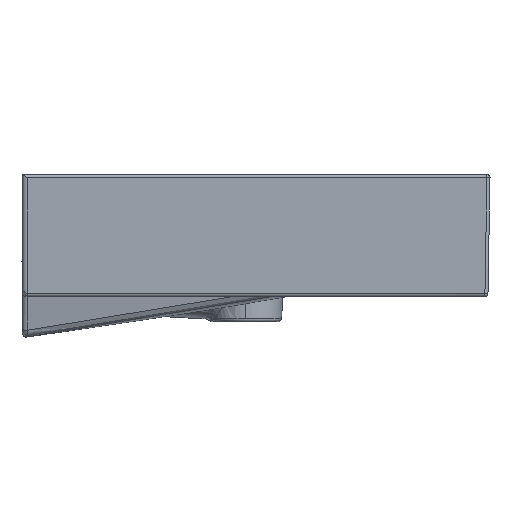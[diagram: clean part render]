
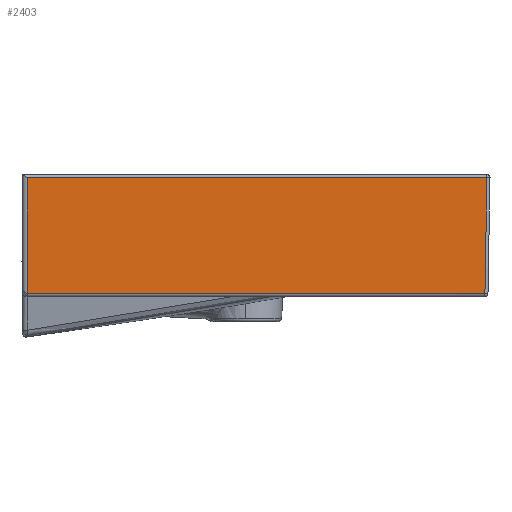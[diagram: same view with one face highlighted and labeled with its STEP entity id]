
A CAD part, left-side view. The second image highlights one B-rep face of the part: STEP entity #2403.
In plain terms, the highlighted planar face has unit normal (1, 0, 0.018).
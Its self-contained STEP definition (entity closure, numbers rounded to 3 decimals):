
#658=B_SPLINE_CURVE_WITH_KNOTS('',1,(#31930,#31931),.UNSPECIFIED.,.F.,.F.,
(2,2),(0.,114.017),.UNSPECIFIED.);
#659=B_SPLINE_CURVE_WITH_KNOTS('',1,(#31932,#31933),.UNSPECIFIED.,.F.,.F.,
(2,2),(0.,451.947),.UNSPECIFIED.);
#660=B_SPLINE_CURVE_WITH_KNOTS('',1,(#31934,#31935),.UNSPECIFIED.,.F.,.F.,
(2,2),(0.,114.035),.UNSPECIFIED.);
#661=B_SPLINE_CURVE_WITH_KNOTS('',1,(#31936,#31937),.UNSPECIFIED.,.F.,.F.,
(2,2),(0.,449.957),.UNSPECIFIED.);
#2403=ADVANCED_FACE('',(#2747),#8672,.T.);
#2747=FACE_OUTER_BOUND('',#3096,.T.);
#3096=EDGE_LOOP('',(#3820,#3821,#3822,#3823));
#3820=ORIENTED_EDGE('',*,*,#5384,.T.);
#3821=ORIENTED_EDGE('',*,*,#5385,.T.);
#3822=ORIENTED_EDGE('',*,*,#5386,.T.);
#3823=ORIENTED_EDGE('',*,*,#5387,.T.);
#5384=EDGE_CURVE('',#7551,#7552,#658,.T.);
#5385=EDGE_CURVE('',#7552,#7553,#659,.T.);
#5386=EDGE_CURVE('',#7553,#7554,#660,.T.);
#5387=EDGE_CURVE('',#7554,#7551,#661,.T.);
#7551=VERTEX_POINT('',#31926);
#7552=VERTEX_POINT('',#31927);
#7553=VERTEX_POINT('',#31928);
#7554=VERTEX_POINT('',#31929);
#8672=PLANE('',#8817);
#8817=AXIS2_PLACEMENT_3D('',#31925,#8993,$);
#8993=DIRECTION('',(1.,0.,0.017));
#31925=CARTESIAN_POINT('',(-18361.365,-24082.428,-1826.66));
#31926=CARTESIAN_POINT('',(-18361.567,-24127.743,-1815.138));
#31927=CARTESIAN_POINT('',(-18363.556,-24127.743,-1701.138));
#31928=CARTESIAN_POINT('',(-18363.556,-24579.69,-1701.138));
#31929=CARTESIAN_POINT('',(-18361.567,-24577.7,-1815.138));
#31930=CARTESIAN_POINT('',(-18361.567,-24127.743,-1815.138));
#31931=CARTESIAN_POINT('',(-18363.556,-24127.743,-1701.138));
#31932=CARTESIAN_POINT('',(-18363.556,-24127.743,-1701.138));
#31933=CARTESIAN_POINT('',(-18363.556,-24579.69,-1701.138));
#31934=CARTESIAN_POINT('',(-18363.556,-24579.69,-1701.138));
#31935=CARTESIAN_POINT('',(-18361.567,-24577.7,-1815.138));
#31936=CARTESIAN_POINT('',(-18361.567,-24577.7,-1815.138));
#31937=CARTESIAN_POINT('',(-18361.567,-24127.743,-1815.138));
